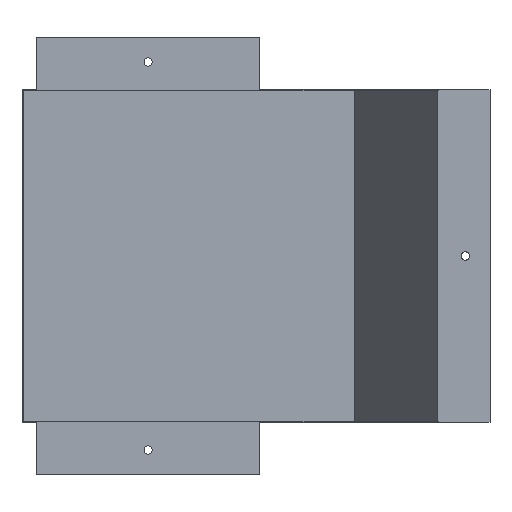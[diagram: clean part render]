
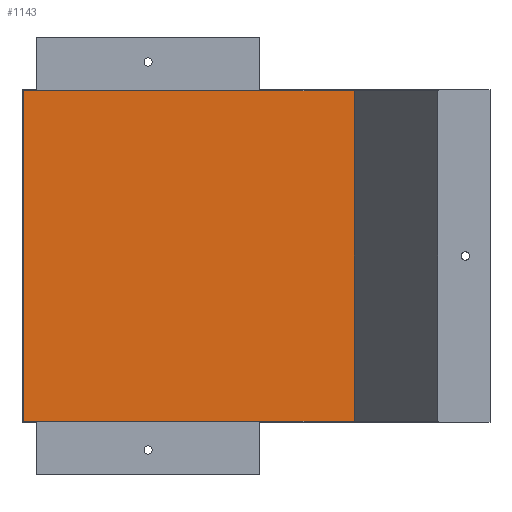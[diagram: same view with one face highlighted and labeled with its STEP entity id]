
A CAD part, front view. The second image highlights one B-rep face of the part: STEP entity #1143.
In plain terms, the highlighted planar face has unit normal (0, -1, 0).
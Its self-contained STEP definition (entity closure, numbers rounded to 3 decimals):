
#290 = AXIS2_PLACEMENT_3D ( 'NONE', #2029, #2024, #2023 ) ;
#670 = VERTEX_POINT ( 'NONE', #2190 ) ;
#711 = VERTEX_POINT ( 'NONE', #2149 ) ;
#746 = ORIENTED_EDGE ( 'NONE', *, *, #1022, .F. ) ;
#749 = ORIENTED_EDGE ( 'NONE', *, *, #1023, .F. ) ;
#750 = ORIENTED_EDGE ( 'NONE', *, *, #1018, .F. ) ;
#755 = ORIENTED_EDGE ( 'NONE', *, *, #1020, .T. ) ;
#1018 = EDGE_CURVE ( 'NONE', #670, #2439, #1232, .T. ) ;
#1020 = EDGE_CURVE ( 'NONE', #711, #2451, #1236, .T. ) ;
#1022 = EDGE_CURVE ( 'NONE', #2439, #2451, #1240, .T. ) ;
#1023 = EDGE_CURVE ( 'NONE', #711, #670, #1242, .T. ) ;
#1143 = ADVANCED_FACE ( 'NONE', ( #1317 ), #2025, .T. ) ;
#1232 = LINE ( 'NONE', #1862, #1235 ) ;
#1235 = VECTOR ( 'NONE', #1860, 1000. ) ;
#1236 = LINE ( 'NONE', #1857, #1239 ) ;
#1239 = VECTOR ( 'NONE', #1854, 1000. ) ;
#1240 = LINE ( 'NONE', #1852, #1243 ) ;
#1242 = LINE ( 'NONE', #1850, #1245 ) ;
#1243 = VECTOR ( 'NONE', #1851, 1000. ) ;
#1245 = VECTOR ( 'NONE', #1849, 1000. ) ;
#1317 = FACE_OUTER_BOUND ( 'NONE', #1409, .T. ) ;
#1409 = EDGE_LOOP ( 'NONE', ( #746, #750, #749, #755 ) ) ;
#1447 = CARTESIAN_POINT ( 'NONE',  ( 202.552, 130.2, -0.8 ) ) ;
#1487 = CARTESIAN_POINT ( 'NONE',  ( 0.8, 130.2, -0.8 ) ) ;
#1849 = DIRECTION ( 'NONE',  ( -1., 0., 0. ) ) ;
#1850 = CARTESIAN_POINT ( 'NONE',  ( 0., 130.2, -202.2 ) ) ;
#1851 = DIRECTION ( 'NONE',  ( 1., 0., 0. ) ) ;
#1852 = CARTESIAN_POINT ( 'NONE',  ( 0., 130.2, -0.8 ) ) ;
#1854 = DIRECTION ( 'NONE',  ( 0., 0., 1. ) ) ;
#1857 = CARTESIAN_POINT ( 'NONE',  ( 202.552, 130.2, -203. ) ) ;
#1860 = DIRECTION ( 'NONE',  ( 0., 0., 1. ) ) ;
#1862 = CARTESIAN_POINT ( 'NONE',  ( 0.8, 130.2, -203. ) ) ;
#2023 = DIRECTION ( 'NONE',  ( 0., 0., -1. ) ) ;
#2024 = DIRECTION ( 'NONE',  ( 0., -1., 0. ) ) ;
#2025 = PLANE ( 'NONE',  #290 ) ;
#2029 = CARTESIAN_POINT ( 'NONE',  ( 0., 130.2, -203. ) ) ;
#2149 = CARTESIAN_POINT ( 'NONE',  ( 202.552, 130.2, -202.2 ) ) ;
#2190 = CARTESIAN_POINT ( 'NONE',  ( 0.8, 130.2, -202.2 ) ) ;
#2439 = VERTEX_POINT ( 'NONE', #1487 ) ;
#2451 = VERTEX_POINT ( 'NONE', #1447 ) ;
